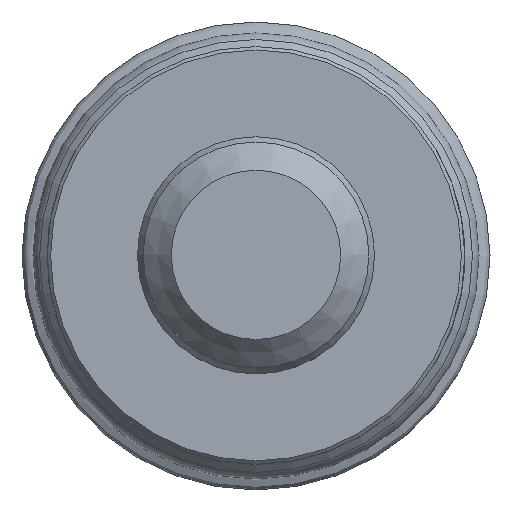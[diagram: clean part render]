
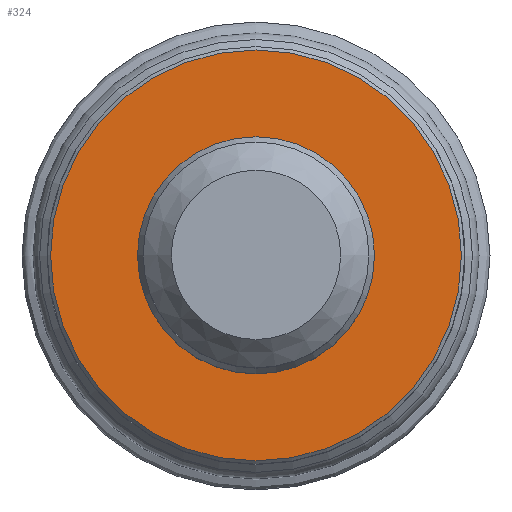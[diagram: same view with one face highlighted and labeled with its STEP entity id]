
A CAD part, top view. The second image highlights one B-rep face of the part: STEP entity #324.
In plain terms, the highlighted planar face has unit normal (0, 0, 1).
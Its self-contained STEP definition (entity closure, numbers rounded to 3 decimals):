
#126=PLANE('',#530);
#135=EDGE_LOOP('',(#185));
#136=EDGE_LOOP('',(#186));
#185=ORIENTED_EDGE('',*,*,#251,.T.);
#186=ORIENTED_EDGE('',*,*,#252,.T.);
#251=EDGE_CURVE('',#401,#401,#284,.T.);
#252=EDGE_CURVE('',#402,#402,#285,.T.);
#284=CIRCLE('',#528,18.2);
#285=CIRCLE('',#529,10.5);
#324=ADVANCED_FACE('',(#357,#358),#126,.F.);
#357=FACE_BOUND('',#135,.T.);
#358=FACE_BOUND('',#136,.T.);
#401=VERTEX_POINT('',#798);
#402=VERTEX_POINT('',#800);
#528=AXIS2_PLACEMENT_3D('',#797,#603,#604);
#529=AXIS2_PLACEMENT_3D('',#799,#605,#606);
#530=AXIS2_PLACEMENT_3D('',#801,#607,#608);
#603=DIRECTION('',(0.,0.,1.));
#604=DIRECTION('',(-1.,0.,0.));
#605=DIRECTION('',(0.,0.,-1.));
#606=DIRECTION('',(-1.,0.,0.));
#607=DIRECTION('',(0.,0.,-1.));
#608=DIRECTION('',(1.,0.,0.));
#797=CARTESIAN_POINT('',(0.,0.,0.));
#798=CARTESIAN_POINT('',(-18.2,0.,0.));
#799=CARTESIAN_POINT('',(0.,0.,0.));
#800=CARTESIAN_POINT('',(-10.5,0.,0.));
#801=CARTESIAN_POINT('',(-18.2,0.,0.));
